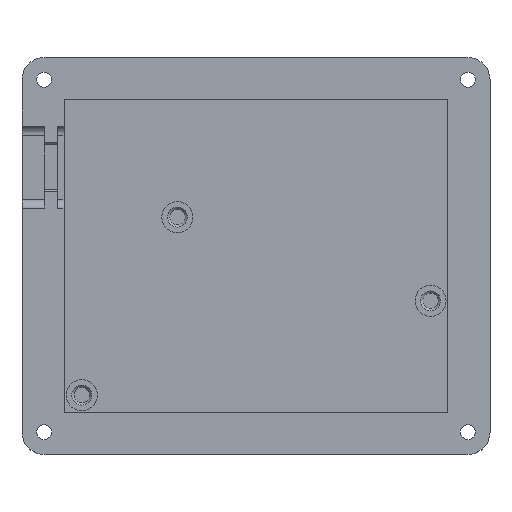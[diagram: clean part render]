
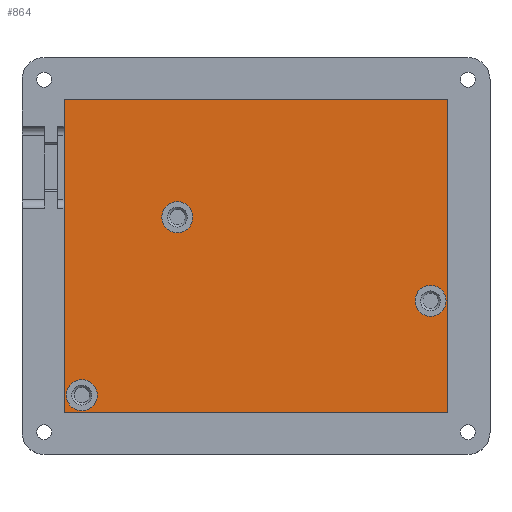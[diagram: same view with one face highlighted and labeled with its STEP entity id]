
A CAD part, top view. The second image highlights one B-rep face of the part: STEP entity #864.
In plain terms, the highlighted planar face has unit normal (0, 0, 1).
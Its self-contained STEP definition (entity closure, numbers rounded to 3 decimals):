
#25=FACE_BOUND('',#149,.T.);
#26=FACE_BOUND('',#150,.T.);
#27=FACE_BOUND('',#151,.T.);
#49=PLANE('',#964);
#88=FACE_OUTER_BOUND('',#148,.T.);
#148=EDGE_LOOP('',(#699,#700,#701,#702));
#149=EDGE_LOOP('',(#703));
#150=EDGE_LOOP('',(#704));
#151=EDGE_LOOP('',(#705));
#219=LINE('',#1397,#288);
#228=LINE('',#1447,#297);
#229=LINE('',#1449,#298);
#230=LINE('',#1450,#299);
#288=VECTOR('',#1110,10.);
#297=VECTOR('',#1173,10.);
#298=VECTOR('',#1174,10.);
#299=VECTOR('',#1175,10.);
#356=CIRCLE('',#963,3.5);
#357=CIRCLE('',#965,3.5);
#358=CIRCLE('',#966,3.5);
#415=VERTEX_POINT('',#1394);
#416=VERTEX_POINT('',#1396);
#429=VERTEX_POINT('',#1442);
#430=VERTEX_POINT('',#1446);
#431=VERTEX_POINT('',#1448);
#432=VERTEX_POINT('',#1451);
#433=VERTEX_POINT('',#1453);
#507=EDGE_CURVE('',#415,#416,#219,.T.);
#528=EDGE_CURVE('',#429,#429,#356,.T.);
#529=EDGE_CURVE('',#430,#415,#228,.T.);
#530=EDGE_CURVE('',#431,#430,#229,.T.);
#531=EDGE_CURVE('',#416,#431,#230,.T.);
#532=EDGE_CURVE('',#432,#432,#357,.T.);
#533=EDGE_CURVE('',#433,#433,#358,.T.);
#699=ORIENTED_EDGE('',*,*,#507,.F.);
#700=ORIENTED_EDGE('',*,*,#529,.F.);
#701=ORIENTED_EDGE('',*,*,#530,.F.);
#702=ORIENTED_EDGE('',*,*,#531,.F.);
#703=ORIENTED_EDGE('',*,*,#532,.T.);
#704=ORIENTED_EDGE('',*,*,#533,.T.);
#705=ORIENTED_EDGE('',*,*,#528,.T.);
#864=ADVANCED_FACE('',(#88,#25,#26,#27),#49,.T.);
#963=AXIS2_PLACEMENT_3D('',#1444,#1169,#1170);
#964=AXIS2_PLACEMENT_3D('',#1445,#1171,#1172);
#965=AXIS2_PLACEMENT_3D('',#1452,#1176,#1177);
#966=AXIS2_PLACEMENT_3D('',#1454,#1178,#1179);
#1110=DIRECTION('',(0.,1.,0.));
#1169=DIRECTION('center_axis',(0.,0.,-1.));
#1170=DIRECTION('ref_axis',(-1.,0.,0.));
#1171=DIRECTION('center_axis',(0.,0.,1.));
#1172=DIRECTION('ref_axis',(1.,0.,0.));
#1173=DIRECTION('',(-1.,0.,0.));
#1174=DIRECTION('',(0.,-1.,0.));
#1175=DIRECTION('',(1.,0.,0.));
#1176=DIRECTION('center_axis',(0.,0.,-1.));
#1177=DIRECTION('ref_axis',(-1.,0.,0.));
#1178=DIRECTION('center_axis',(0.,0.,-1.));
#1179=DIRECTION('ref_axis',(-1.,0.,0.));
#1394=CARTESIAN_POINT('',(10.61,10.754,3.));
#1396=CARTESIAN_POINT('',(10.61,81.394,3.));
#1397=CARTESIAN_POINT('',(10.61,28.414,3.));
#1442=CARTESIAN_POINT('',(96.91,35.938,3.));
#1444=CARTESIAN_POINT('Origin',(93.41,35.938,3.));
#1445=CARTESIAN_POINT('Origin',(53.973,46.074,3.));
#1446=CARTESIAN_POINT('',(97.335,10.754,3.));
#1447=CARTESIAN_POINT('',(75.654,10.754,3.));
#1448=CARTESIAN_POINT('',(97.335,81.394,3.));
#1449=CARTESIAN_POINT('',(97.335,63.734,3.));
#1450=CARTESIAN_POINT('',(32.292,81.394,3.));
#1451=CARTESIAN_POINT('',(18.11,14.635,3.));
#1452=CARTESIAN_POINT('Origin',(14.61,14.635,3.));
#1453=CARTESIAN_POINT('',(39.71,54.838,3.));
#1454=CARTESIAN_POINT('Origin',(36.21,54.838,3.));
